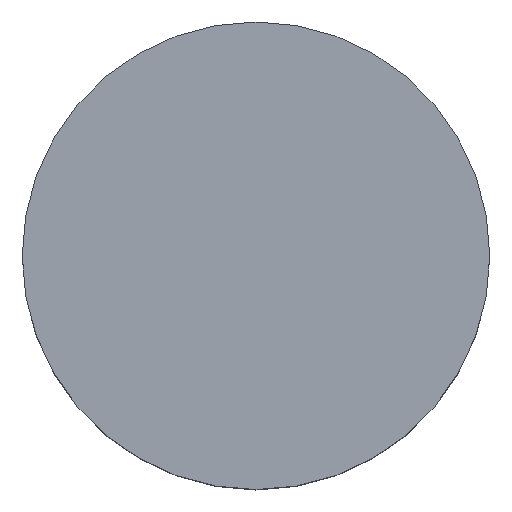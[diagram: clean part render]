
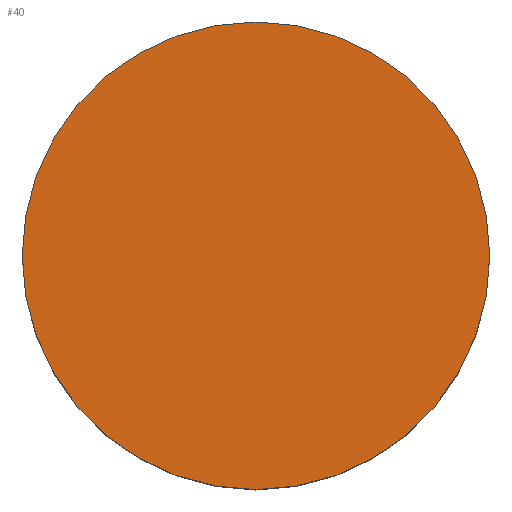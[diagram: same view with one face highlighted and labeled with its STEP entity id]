
A CAD part, top view. The second image highlights one B-rep face of the part: STEP entity #40.
In plain terms, the highlighted planar face has unit normal (0, 0, 1).
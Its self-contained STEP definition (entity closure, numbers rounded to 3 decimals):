
#18=PLANE('',#53);
#22=FACE_OUTER_BOUND('',#26,.T.);
#26=EDGE_LOOP('',(#36));
#28=CIRCLE('',#51,10.123);
#30=VERTEX_POINT('',#69);
#32=EDGE_CURVE('',#30,#30,#28,.T.);
#36=ORIENTED_EDGE('',*,*,#32,.T.);
#40=ADVANCED_FACE('',(#22),#18,.T.);
#51=AXIS2_PLACEMENT_3D('',#70,#59,#60);
#53=AXIS2_PLACEMENT_3D('',#73,#63,#64);
#59=DIRECTION('center_axis',(0.,0.,1.));
#60=DIRECTION('ref_axis',(1.,0.,0.));
#63=DIRECTION('center_axis',(0.,0.,1.));
#64=DIRECTION('ref_axis',(1.,0.,0.));
#69=CARTESIAN_POINT('',(-10.123,0.,10.));
#70=CARTESIAN_POINT('Origin',(0.,0.,10.));
#73=CARTESIAN_POINT('Origin',(0.,0.,10.));
